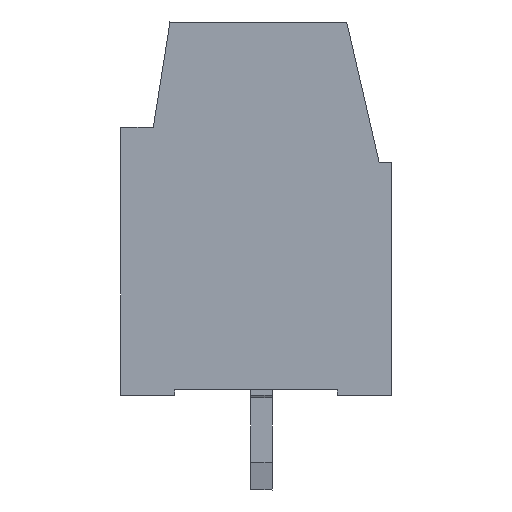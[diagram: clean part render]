
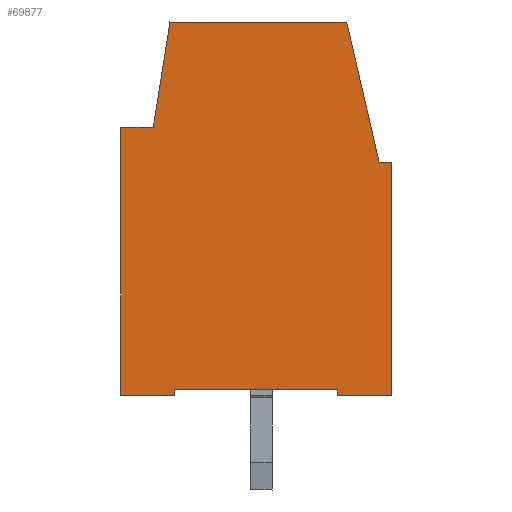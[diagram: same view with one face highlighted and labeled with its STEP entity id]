
A CAD part, left-side view. The second image highlights one B-rep face of the part: STEP entity #69877.
In plain terms, the highlighted planar face has unit normal (-1, 0, 0).
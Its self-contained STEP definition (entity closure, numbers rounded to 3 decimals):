
#69785=AXIS2_PLACEMENT_3D('Plane Axis2P3D',#69782,#69783,#69784) ;
#69393=CARTESIAN_POINT('Vertex',(0.,0.,12.101)) ;
#69396=CARTESIAN_POINT('Line Origine',(0.,0.,7.8)) ;
#69400=CARTESIAN_POINT('Vertex',(0.,0.,3.5)) ;
#69766=CARTESIAN_POINT('Vertex',(0.,0.445,12.1)) ;
#69769=CARTESIAN_POINT('Line Origine',(0.,0.223,12.1)) ;
#69782=CARTESIAN_POINT('Axis2P3D Location',(0.,3.449,14.)) ;
#69787=CARTESIAN_POINT('Line Origine',(0.,1.027,14.623)) ;
#69791=CARTESIAN_POINT('Vertex',(0.,1.609,17.145)) ;
#69794=CARTESIAN_POINT('Line Origine',(0.,1.627,17.223)) ;
#69798=CARTESIAN_POINT('Vertex',(0.,1.645,17.3)) ;
#69801=CARTESIAN_POINT('Line Origine',(0.,4.913,17.3)) ;
#69805=CARTESIAN_POINT('Vertex',(0.,8.181,17.301)) ;
#69808=CARTESIAN_POINT('Line Origine',(0.,8.49,15.351)) ;
#69812=CARTESIAN_POINT('Vertex',(0.,8.799,13.401)) ;
#69815=CARTESIAN_POINT('Line Origine',(0.,9.399,13.401)) ;
#69819=CARTESIAN_POINT('Vertex',(0.,9.999,13.401)) ;
#69822=CARTESIAN_POINT('Line Origine',(0.,10.,8.451)) ;
#69826=CARTESIAN_POINT('Vertex',(0.,10.,3.501)) ;
#69829=CARTESIAN_POINT('Line Origine',(0.,9.,3.501)) ;
#69833=CARTESIAN_POINT('Vertex',(0.,8.,3.501)) ;
#69836=CARTESIAN_POINT('Line Origine',(0.,8.,3.601)) ;
#69840=CARTESIAN_POINT('Vertex',(0.,8.,3.701)) ;
#69843=CARTESIAN_POINT('Line Origine',(0.,5.,3.7)) ;
#69847=CARTESIAN_POINT('Vertex',(0.,2.,3.7)) ;
#69850=CARTESIAN_POINT('Line Origine',(0.,2.,3.6)) ;
#69854=CARTESIAN_POINT('Vertex',(0.,2.,3.5)) ;
#69857=CARTESIAN_POINT('Line Origine',(0.,1.,3.5)) ;
#69397=DIRECTION('Vector Direction',(0.,0.,1.)) ;
#69770=DIRECTION('Vector Direction',(0.,-1.,0.001)) ;
#69783=DIRECTION('Axis2P3D Direction',(1.,0.,0.)) ;
#69784=DIRECTION('Axis2P3D XDirection',(0.,1.,0.)) ;
#69788=DIRECTION('Vector Direction',(0.,0.225,0.974)) ;
#69795=DIRECTION('Vector Direction',(0.,0.225,0.974)) ;
#69802=DIRECTION('Vector Direction',(0.,-1.,0.)) ;
#69809=DIRECTION('Vector Direction',(0.,0.157,-0.988)) ;
#69816=DIRECTION('Vector Direction',(0.,-1.,0.)) ;
#69823=DIRECTION('Vector Direction',(0.,0.,-1.)) ;
#69830=DIRECTION('Vector Direction',(0.,-1.,0.)) ;
#69837=DIRECTION('Vector Direction',(0.,0.,1.)) ;
#69844=DIRECTION('Vector Direction',(0.,-1.,0.)) ;
#69851=DIRECTION('Vector Direction',(0.,0.,-1.)) ;
#69858=DIRECTION('Vector Direction',(0.,-1.,0.)) ;
#69398=VECTOR('Line Direction',#69397,1.) ;
#69771=VECTOR('Line Direction',#69770,1.) ;
#69789=VECTOR('Line Direction',#69788,1.) ;
#69796=VECTOR('Line Direction',#69795,1.) ;
#69803=VECTOR('Line Direction',#69802,1.) ;
#69810=VECTOR('Line Direction',#69809,1.) ;
#69817=VECTOR('Line Direction',#69816,1.) ;
#69824=VECTOR('Line Direction',#69823,1.) ;
#69831=VECTOR('Line Direction',#69830,1.) ;
#69838=VECTOR('Line Direction',#69837,1.) ;
#69845=VECTOR('Line Direction',#69844,1.) ;
#69852=VECTOR('Line Direction',#69851,1.) ;
#69859=VECTOR('Line Direction',#69858,1.) ;
#69863=ORIENTED_EDGE('',*,*,#69402,.T.) ;
#69864=ORIENTED_EDGE('',*,*,#69773,.F.) ;
#69865=ORIENTED_EDGE('',*,*,#69793,.T.) ;
#69866=ORIENTED_EDGE('',*,*,#69800,.T.) ;
#69867=ORIENTED_EDGE('',*,*,#69807,.F.) ;
#69868=ORIENTED_EDGE('',*,*,#69814,.T.) ;
#69869=ORIENTED_EDGE('',*,*,#69821,.F.) ;
#69870=ORIENTED_EDGE('',*,*,#69828,.T.) ;
#69871=ORIENTED_EDGE('',*,*,#69835,.T.) ;
#69872=ORIENTED_EDGE('',*,*,#69842,.T.) ;
#69873=ORIENTED_EDGE('',*,*,#69849,.T.) ;
#69874=ORIENTED_EDGE('',*,*,#69856,.T.) ;
#69875=ORIENTED_EDGE('',*,*,#69861,.T.) ;
#69877=ADVANCED_FACE('COVER',(#69876),#69786,.F.) ;
#69402=EDGE_CURVE('',#69401,#69394,#69399,.T.) ;
#69773=EDGE_CURVE('',#69767,#69394,#69772,.T.) ;
#69793=EDGE_CURVE('',#69767,#69792,#69790,.T.) ;
#69800=EDGE_CURVE('',#69792,#69799,#69797,.T.) ;
#69807=EDGE_CURVE('',#69806,#69799,#69804,.T.) ;
#69814=EDGE_CURVE('',#69806,#69813,#69811,.T.) ;
#69821=EDGE_CURVE('',#69820,#69813,#69818,.T.) ;
#69828=EDGE_CURVE('',#69820,#69827,#69825,.T.) ;
#69835=EDGE_CURVE('',#69827,#69834,#69832,.T.) ;
#69842=EDGE_CURVE('',#69834,#69841,#69839,.T.) ;
#69849=EDGE_CURVE('',#69841,#69848,#69846,.T.) ;
#69856=EDGE_CURVE('',#69848,#69855,#69853,.T.) ;
#69861=EDGE_CURVE('',#69855,#69401,#69860,.T.) ;
#69862=EDGE_LOOP('',(#69863,#69864,#69865,#69866,#69867,#69868,#69869,#69870,#69871,#69872,#69873,#69874,#69875)) ;
#69876=FACE_OUTER_BOUND('',#69862,.T.) ;
#69399=LINE('Line',#69396,#69398) ;
#69772=LINE('Line',#69769,#69771) ;
#69790=LINE('Line',#69787,#69789) ;
#69797=LINE('Line',#69794,#69796) ;
#69804=LINE('Line',#69801,#69803) ;
#69811=LINE('Line',#69808,#69810) ;
#69818=LINE('Line',#69815,#69817) ;
#69825=LINE('Line',#69822,#69824) ;
#69832=LINE('Line',#69829,#69831) ;
#69839=LINE('Line',#69836,#69838) ;
#69846=LINE('Line',#69843,#69845) ;
#69853=LINE('Line',#69850,#69852) ;
#69860=LINE('Line',#69857,#69859) ;
#69786=PLANE('',#69785) ;
#69394=VERTEX_POINT('',#69393) ;
#69401=VERTEX_POINT('',#69400) ;
#69767=VERTEX_POINT('',#69766) ;
#69792=VERTEX_POINT('',#69791) ;
#69799=VERTEX_POINT('',#69798) ;
#69806=VERTEX_POINT('',#69805) ;
#69813=VERTEX_POINT('',#69812) ;
#69820=VERTEX_POINT('',#69819) ;
#69827=VERTEX_POINT('',#69826) ;
#69834=VERTEX_POINT('',#69833) ;
#69841=VERTEX_POINT('',#69840) ;
#69848=VERTEX_POINT('',#69847) ;
#69855=VERTEX_POINT('',#69854) ;
